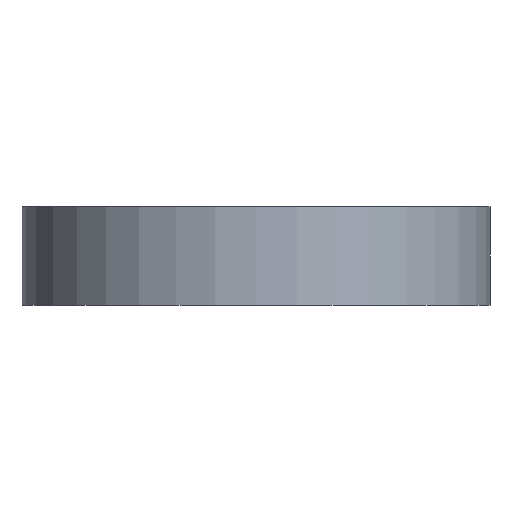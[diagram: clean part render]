
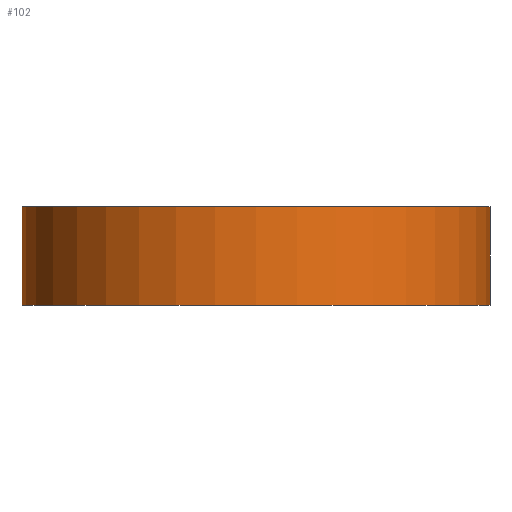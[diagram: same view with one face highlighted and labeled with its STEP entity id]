
A CAD part, front view. The second image highlights one B-rep face of the part: STEP entity #102.
In plain terms, the highlighted cylindrical face has radius 14.3 mm (diameter 28.6 mm), a full revolution.
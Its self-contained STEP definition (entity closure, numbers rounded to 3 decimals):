
#15=LINE('',#506,#17);
#17=VECTOR('',#154,14.3);
#19=CYLINDRICAL_SURFACE('',#128,14.3);
#34=FACE_OUTER_BOUND('',#44,.T.);
#44=EDGE_LOOP('',(#84,#85,#86,#87));
#47=CIRCLE('',#121,14.3);
#49=CIRCLE('',#124,14.3);
#53=VERTEX_POINT('',#163);
#55=VERTEX_POINT('',#168);
#60=EDGE_CURVE('',#53,#53,#47,.T.);
#62=EDGE_CURVE('',#55,#55,#49,.T.);
#68=EDGE_CURVE('',#55,#53,#15,.T.);
#84=ORIENTED_EDGE('',*,*,#62,.F.);
#85=ORIENTED_EDGE('',*,*,#68,.T.);
#86=ORIENTED_EDGE('',*,*,#60,.F.);
#87=ORIENTED_EDGE('',*,*,#68,.F.);
#102=ADVANCED_FACE('',(#34),#19,.T.);
#121=AXIS2_PLACEMENT_3D('',#164,#138,#139);
#124=AXIS2_PLACEMENT_3D('',#169,#144,#145);
#128=AXIS2_PLACEMENT_3D('',#505,#152,#153);
#138=DIRECTION('center_axis',(0.,0.,
-1.));
#139=DIRECTION('ref_axis',(1.,0.,0.));
#144=DIRECTION('center_axis',(0.,0.,
1.));
#145=DIRECTION('ref_axis',(1.,0.,0.));
#152=DIRECTION('center_axis',(0.,0.,
1.));
#153=DIRECTION('ref_axis',(1.,0.,0.));
#154=DIRECTION('',(0.,0.,-1.));
#163=CARTESIAN_POINT('',(-29.119,-271.5,140.2));
#164=CARTESIAN_POINT('Origin',(-14.819,-271.5,140.2));
#168=CARTESIAN_POINT('',(-29.119,-271.5,146.24));
#169=CARTESIAN_POINT('Origin',(-14.819,-271.5,146.24));
#505=CARTESIAN_POINT('Origin',(-14.819,-271.5,140.19));
#506=CARTESIAN_POINT('',(-29.119,-271.5,140.19));
